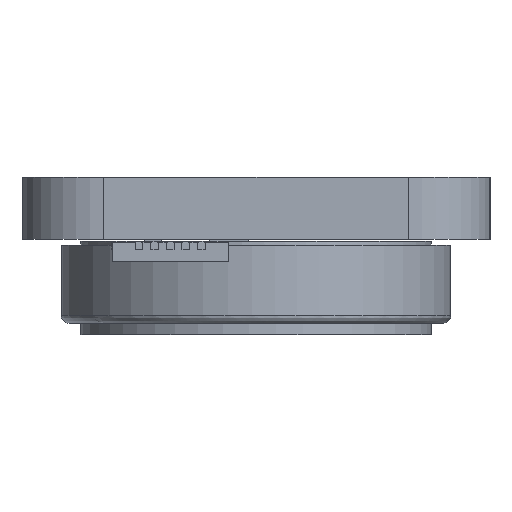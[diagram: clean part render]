
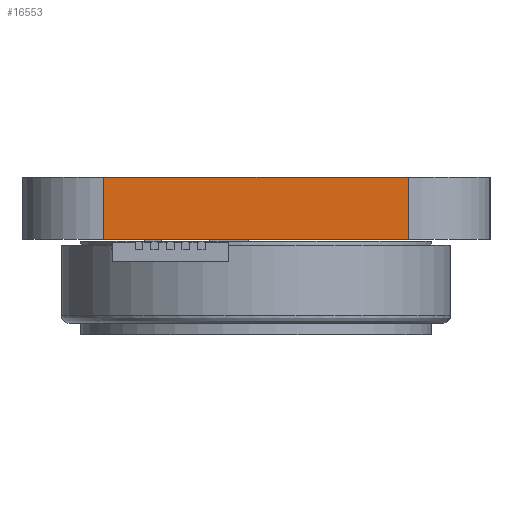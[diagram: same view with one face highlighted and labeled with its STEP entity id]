
A CAD part, left-side view. The second image highlights one B-rep face of the part: STEP entity #16553.
In plain terms, the highlighted planar face has unit normal (-1, 0, 0).
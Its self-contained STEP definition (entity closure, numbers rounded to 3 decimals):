
#15025 = PLANE('',#15026);
#15026 = AXIS2_PLACEMENT_3D('',#15027,#15028,#15029);
#15027 = CARTESIAN_POINT('',(0.,0.,1.6)
  );
#15028 = DIRECTION('',(-0.,-0.,-1.));
#15029 = DIRECTION('',(-1.,0.,0.));
#15079 = PLANE('',#15080);
#15080 = AXIS2_PLACEMENT_3D('',#15081,#15082,#15083);
#15081 = CARTESIAN_POINT('',(0.,0.,0.)
  );
#15082 = DIRECTION('',(-0.,-0.,-1.));
#15083 = DIRECTION('',(-1.,0.,0.));
#15292 = VERTEX_POINT('',#15293);
#15293 = CARTESIAN_POINT('',(-45.8,-3.9,0.));
#15312 = CYLINDRICAL_SURFACE('',#15313,2.1);
#15313 = AXIS2_PLACEMENT_3D('',#15314,#15315,#15316);
#15314 = CARTESIAN_POINT('',(-43.7,-3.9,0.));
#15315 = DIRECTION('',(-0.,-0.,-1.));
#15316 = DIRECTION('',(1.,0.,-0.));
#15324 = EDGE_CURVE('',#15292,#15325,#15327,.T.);
#15325 = VERTEX_POINT('',#15326);
#15326 = CARTESIAN_POINT('',(-45.8,3.9,0.));
#15327 = SURFACE_CURVE('',#15328,(#15332,#15339),.PCURVE_S1.);
#15328 = LINE('',#15329,#15330);
#15329 = CARTESIAN_POINT('',(-45.8,-3.9,0.));
#15330 = VECTOR('',#15331,1.);
#15331 = DIRECTION('',(0.,1.,0.));
#15332 = PCURVE('',#15079,#15333);
#15333 = DEFINITIONAL_REPRESENTATION('',(#15334),#15338);
#15334 = LINE('',#15335,#15336);
#15335 = CARTESIAN_POINT('',(45.8,-3.9));
#15336 = VECTOR('',#15337,1.);
#15337 = DIRECTION('',(0.,1.));
#15338 = ( GEOMETRIC_REPRESENTATION_CONTEXT(2) 
PARAMETRIC_REPRESENTATION_CONTEXT() REPRESENTATION_CONTEXT('2D SPACE',''
  ) );
#15339 = PCURVE('',#15340,#15345);
#15340 = PLANE('',#15341);
#15341 = AXIS2_PLACEMENT_3D('',#15342,#15343,#15344);
#15342 = CARTESIAN_POINT('',(-45.8,-3.9,0.));
#15343 = DIRECTION('',(-1.,0.,0.));
#15344 = DIRECTION('',(0.,1.,0.));
#15345 = DEFINITIONAL_REPRESENTATION('',(#15346),#15350);
#15346 = LINE('',#15347,#15348);
#15347 = CARTESIAN_POINT('',(0.,0.));
#15348 = VECTOR('',#15349,1.);
#15349 = DIRECTION('',(1.,0.));
#15350 = ( GEOMETRIC_REPRESENTATION_CONTEXT(2) 
PARAMETRIC_REPRESENTATION_CONTEXT() REPRESENTATION_CONTEXT('2D SPACE',''
  ) );
#15373 = CYLINDRICAL_SURFACE('',#15374,2.1);
#15374 = AXIS2_PLACEMENT_3D('',#15375,#15376,#15377);
#15375 = CARTESIAN_POINT('',(-43.7,3.9,0.));
#15376 = DIRECTION('',(-0.,-0.,-1.));
#15377 = DIRECTION('',(1.,0.,-0.));
#15926 = VERTEX_POINT('',#15927);
#15927 = CARTESIAN_POINT('',(-45.8,-3.9,1.6));
#15953 = EDGE_CURVE('',#15926,#15954,#15956,.T.);
#15954 = VERTEX_POINT('',#15955);
#15955 = CARTESIAN_POINT('',(-45.8,3.9,1.6));
#15956 = SURFACE_CURVE('',#15957,(#15961,#15968),.PCURVE_S1.);
#15957 = LINE('',#15958,#15959);
#15958 = CARTESIAN_POINT('',(-45.8,-3.9,1.6));
#15959 = VECTOR('',#15960,1.);
#15960 = DIRECTION('',(0.,1.,0.));
#15961 = PCURVE('',#15025,#15962);
#15962 = DEFINITIONAL_REPRESENTATION('',(#15963),#15967);
#15963 = LINE('',#15964,#15965);
#15964 = CARTESIAN_POINT('',(45.8,-3.9));
#15965 = VECTOR('',#15966,1.);
#15966 = DIRECTION('',(0.,1.));
#15967 = ( GEOMETRIC_REPRESENTATION_CONTEXT(2) 
PARAMETRIC_REPRESENTATION_CONTEXT() REPRESENTATION_CONTEXT('2D SPACE',''
  ) );
#15968 = PCURVE('',#15340,#15969);
#15969 = DEFINITIONAL_REPRESENTATION('',(#15970),#15974);
#15970 = LINE('',#15971,#15972);
#15971 = CARTESIAN_POINT('',(0.,-1.6));
#15972 = VECTOR('',#15973,1.);
#15973 = DIRECTION('',(1.,0.));
#15974 = ( GEOMETRIC_REPRESENTATION_CONTEXT(2) 
PARAMETRIC_REPRESENTATION_CONTEXT() REPRESENTATION_CONTEXT('2D SPACE',''
  ) );
#16505 = EDGE_CURVE('',#15325,#15954,#16506,.T.);
#16506 = SURFACE_CURVE('',#16507,(#16511,#16518),.PCURVE_S1.);
#16507 = LINE('',#16508,#16509);
#16508 = CARTESIAN_POINT('',(-45.8,3.9,0.));
#16509 = VECTOR('',#16510,1.);
#16510 = DIRECTION('',(0.,0.,1.));
#16511 = PCURVE('',#15373,#16512);
#16512 = DEFINITIONAL_REPRESENTATION('',(#16513),#16517);
#16513 = LINE('',#16514,#16515);
#16514 = CARTESIAN_POINT('',(-3.142,0.));
#16515 = VECTOR('',#16516,1.);
#16516 = DIRECTION('',(-0.,-1.));
#16517 = ( GEOMETRIC_REPRESENTATION_CONTEXT(2) 
PARAMETRIC_REPRESENTATION_CONTEXT() REPRESENTATION_CONTEXT('2D SPACE',''
  ) );
#16518 = PCURVE('',#15340,#16519);
#16519 = DEFINITIONAL_REPRESENTATION('',(#16520),#16524);
#16520 = LINE('',#16521,#16522);
#16521 = CARTESIAN_POINT('',(7.8,0.));
#16522 = VECTOR('',#16523,1.);
#16523 = DIRECTION('',(0.,-1.));
#16524 = ( GEOMETRIC_REPRESENTATION_CONTEXT(2) 
PARAMETRIC_REPRESENTATION_CONTEXT() REPRESENTATION_CONTEXT('2D SPACE',''
  ) );
#16530 = EDGE_CURVE('',#15292,#15926,#16531,.T.);
#16531 = SURFACE_CURVE('',#16532,(#16536,#16543),.PCURVE_S1.);
#16532 = LINE('',#16533,#16534);
#16533 = CARTESIAN_POINT('',(-45.8,-3.9,0.));
#16534 = VECTOR('',#16535,1.);
#16535 = DIRECTION('',(0.,0.,1.));
#16536 = PCURVE('',#15312,#16537);
#16537 = DEFINITIONAL_REPRESENTATION('',(#16538),#16542);
#16538 = LINE('',#16539,#16540);
#16539 = CARTESIAN_POINT('',(-3.142,0.));
#16540 = VECTOR('',#16541,1.);
#16541 = DIRECTION('',(-0.,-1.));
#16542 = ( GEOMETRIC_REPRESENTATION_CONTEXT(2) 
PARAMETRIC_REPRESENTATION_CONTEXT() REPRESENTATION_CONTEXT('2D SPACE',''
  ) );
#16543 = PCURVE('',#15340,#16544);
#16544 = DEFINITIONAL_REPRESENTATION('',(#16545),#16549);
#16545 = LINE('',#16546,#16547);
#16546 = CARTESIAN_POINT('',(0.,0.));
#16547 = VECTOR('',#16548,1.);
#16548 = DIRECTION('',(0.,-1.));
#16549 = ( GEOMETRIC_REPRESENTATION_CONTEXT(2) 
PARAMETRIC_REPRESENTATION_CONTEXT() REPRESENTATION_CONTEXT('2D SPACE',''
  ) );
#16553 = ADVANCED_FACE('',(#16554),#15340,.T.);
#16554 = FACE_BOUND('',#16555,.T.);
#16555 = EDGE_LOOP('',(#16556,#16557,#16558,#16559));
#16556 = ORIENTED_EDGE('',*,*,#16530,.T.);
#16557 = ORIENTED_EDGE('',*,*,#15953,.T.);
#16558 = ORIENTED_EDGE('',*,*,#16505,.F.);
#16559 = ORIENTED_EDGE('',*,*,#15324,.F.);
